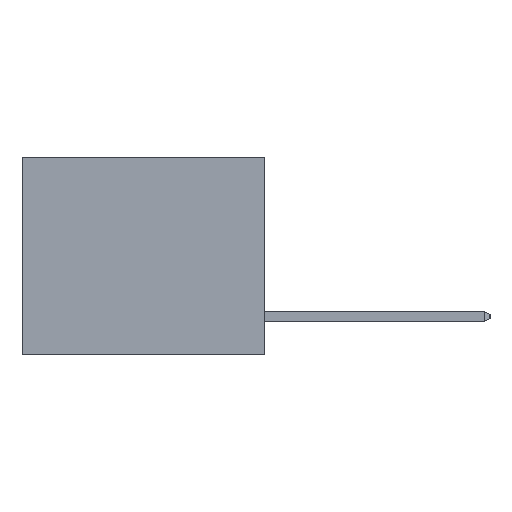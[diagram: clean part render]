
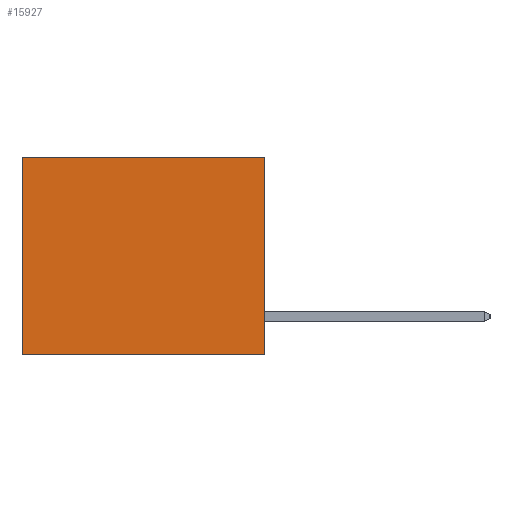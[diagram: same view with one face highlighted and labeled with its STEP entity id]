
A CAD part, left-side view. The second image highlights one B-rep face of the part: STEP entity #15927.
In plain terms, the highlighted planar face has unit normal (-1, 0, 0).
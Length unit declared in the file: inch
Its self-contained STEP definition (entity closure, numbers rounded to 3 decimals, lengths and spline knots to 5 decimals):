
#60 = VERTEX_POINT ( 'NONE', #432 ) ;
#432 = CARTESIAN_POINT ( 'NONE',  ( 0.3165, 0., 0. ) ) ;
#481 = CARTESIAN_POINT ( 'NONE',  ( 0.3165, 0., -0.49 ) ) ;
#1585 = EDGE_CURVE ( 'NONE', #12285, #2345, #17662, .T. ) ;
#2044 = VECTOR ( 'NONE', #8573, 39.37008 ) ;
#2345 = VERTEX_POINT ( 'NONE', #10060 ) ;
#3178 = EDGE_CURVE ( 'NONE', #10956, #2345, #15025, .T. ) ;
#3456 = DIRECTION ( 'NONE',  ( 1., 0., 0. ) ) ;
#4577 = EDGE_CURVE ( 'NONE', #60, #12285, #9526, .T. ) ;
#5840 = ORIENTED_EDGE ( 'NONE', *, *, #15650, .T. ) ;
#5922 = DIRECTION ( 'NONE',  ( 0., 0., -1. ) ) ;
#6485 = DIRECTION ( 'NONE',  ( 0., 0., -1. ) ) ;
#8133 = EDGE_LOOP ( 'NONE', ( #13726, #10743, #13638, #5840 ) ) ;
#8498 = CARTESIAN_POINT ( 'NONE',  ( 0.3165, 0.6, -0.49 ) ) ;
#8573 = DIRECTION ( 'NONE',  ( 0., 0., -1. ) ) ;
#9526 = LINE ( 'NONE', #481, #12467 ) ;
#9582 = VECTOR ( 'NONE', #14213, 39.37008 ) ;
#10060 = CARTESIAN_POINT ( 'NONE',  ( 0.3165, 0.6, -0.49 ) ) ;
#10743 = ORIENTED_EDGE ( 'NONE', *, *, #1585, .F. ) ;
#10956 = VERTEX_POINT ( 'NONE', #12626 ) ;
#12285 = VERTEX_POINT ( 'NONE', #15497 ) ;
#12467 = VECTOR ( 'NONE', #5922, 39.37008 ) ;
#12626 = CARTESIAN_POINT ( 'NONE',  ( 0.3165, 0.6, 0. ) ) ;
#12934 = FACE_OUTER_BOUND ( 'NONE', #8133, .T. ) ;
#12974 = CARTESIAN_POINT ( 'NONE',  ( 0.3165, 0., -0.49 ) ) ;
#13309 = VECTOR ( 'NONE', #16178, 39.37008 ) ;
#13468 = PLANE ( 'NONE',  #14295 ) ;
#13638 = ORIENTED_EDGE ( 'NONE', *, *, #4577, .F. ) ;
#13726 = ORIENTED_EDGE ( 'NONE', *, *, #3178, .T. ) ;
#13808 = LINE ( 'NONE', #16851, #9582 ) ;
#14213 = DIRECTION ( 'NONE',  ( 0., 1., 0. ) ) ;
#14295 = AXIS2_PLACEMENT_3D ( 'NONE', #14921, #3456, #6485 ) ;
#14921 = CARTESIAN_POINT ( 'NONE',  ( 0.3165, 0., -0.49 ) ) ;
#15025 = LINE ( 'NONE', #8498, #2044 ) ;
#15497 = CARTESIAN_POINT ( 'NONE',  ( 0.3165, 0., -0.49 ) ) ;
#15650 = EDGE_CURVE ( 'NONE', #60, #10956, #13808, .T. ) ;
#15927 = ADVANCED_FACE ( 'NONE', ( #12934 ), #13468, .F. ) ;
#16178 = DIRECTION ( 'NONE',  ( 0., 1., 0. ) ) ;
#16851 = CARTESIAN_POINT ( 'NONE',  ( 0.3165, 0., 0. ) ) ;
#17662 = LINE ( 'NONE', #12974, #13309 ) ;
